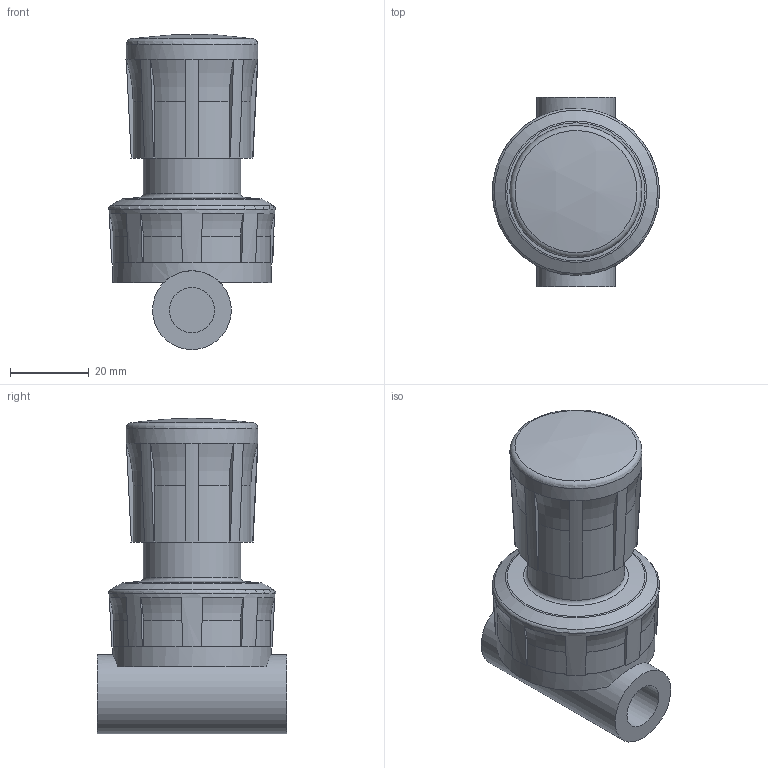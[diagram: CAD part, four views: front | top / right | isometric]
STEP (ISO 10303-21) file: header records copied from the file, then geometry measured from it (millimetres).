
FILE_DESCRIPTION(/* description */ (''),/* implementation_level */ '2;1');
FILE_NAME(/* name */ 'VMFV014E.iam.stp',/* time_stamp */ '2013-10-01T10:39:04+02:00',/* author */ ('bfaro'),/* organization */ (''),/* preprocessor_version */ 'ST-DEVELOPER v15.2',/* originating_system */ 'Autodesk Inventor 2014',/* authorisation */ '');
FILE_SCHEMA (('AUTOMOTIVE_DESIGN { 1 0 10303 214 3 1 1 }'));
Length unit declared in the file: millimetre
Products named in the file (3): corpo VMFV; volantino VMIV-VMFV; VMFV014E
Bounding box: 42.39 x 48 x 79.98 mm (x, y, z)
Volume: 68038.3 mm3; surface area: 15822.3 mm2
Topology: 2 solids, 2 shells, 95 faces, 243 edges, 156 vertices
Faces by surface type: plane 41, cylinder 22, torus 20, cone 11, sphere 1
Full cylindrical faces by diameter (mm): 11.445 x2, 20 x1, 24.7 x1, 33.5 x1, 40.2 x1
Entity records: 2918 total; most frequent: DIRECTION 542, CARTESIAN_POINT 496, ORIENTED_EDGE 444, EDGE_CURVE 222, AXIS2_PLACEMENT_3D 222, VERTEX_POINT 148, CIRCLE 122, EDGE_LOOP 112
